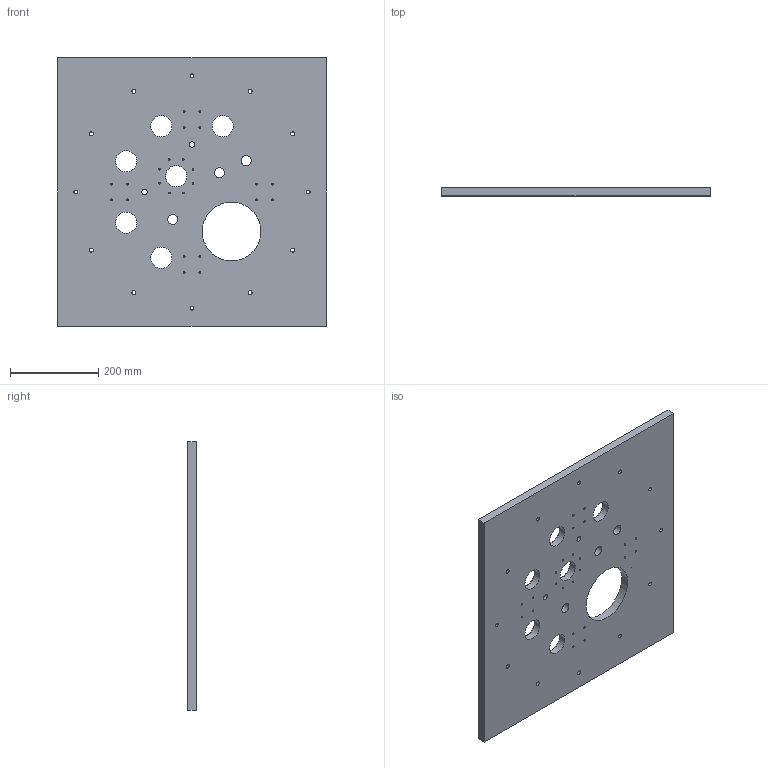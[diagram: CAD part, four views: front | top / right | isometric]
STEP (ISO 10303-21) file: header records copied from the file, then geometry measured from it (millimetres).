
FILE_DESCRIPTION(/* description */ (''),/* implementation_level */ '2;1');
FILE_NAME(/* name */ 'Top Plate.stp',/* time_stamp */ '2018-09-14T23:07:35-04:00',/* author */ ('freyja'),/* organization */ (''),/* preprocessor_version */ 'ST-DEVELOPER v16.13',/* originating_system */ 'Autodesk Inventor 2018',/* authorisation */ '');
FILE_SCHEMA (('AUTOMOTIVE_DESIGN { 1 0 10303 214 3 1 1 }'));
Length unit declared in the file: inch
Products named in the file (1): Top Plate
Bounding box: 609.6 x 19.05 x 609.6 mm (x, y, z)
Volume: 6527835.8 mm3; surface area: 796245.6 mm2
Topology: 1 solids, 1 shells, 276 faces, 713 edges, 452 vertices
Faces by surface type: cylinder 147, cone 110, plane 19
Full cylindrical faces by diameter (mm): 3.962 x86, 4.343 x16, 4.978 x8, 8.992 x12, 12.7 x2, 17.272 x2, 22.86 x3, 26.416 x3, 48.26 x6, 52.578 x6, 133.35 x1, 142.494 x1, 149.86 x1
Entity records: 6127 total; most frequent: DIRECTION 1210, CARTESIAN_POINT 913, ORIENTED_EDGE 612, AXIS2_PLACEMENT_3D 599, EDGE_LOOP 594, CIRCLE 322, FACE_BOUND 318, EDGE_CURVE 306
